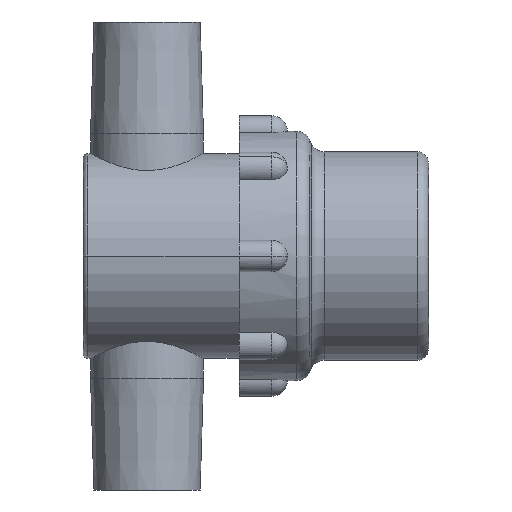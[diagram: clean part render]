
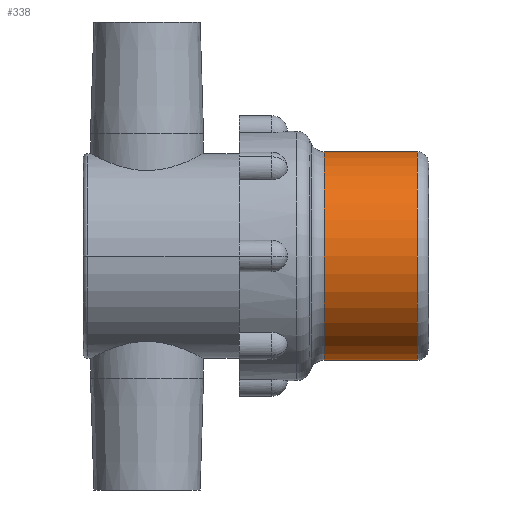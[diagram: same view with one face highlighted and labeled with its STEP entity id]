
A CAD part, left-side view. The second image highlights one B-rep face of the part: STEP entity #338.
In plain terms, the highlighted cylindrical face has radius 18.605 mm (diameter 37.211 mm), a partial arc.
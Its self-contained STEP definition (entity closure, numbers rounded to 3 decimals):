
#48 = AXIS2_PLACEMENT_3D ( 'NONE', #2024, #2023, #2022 ) ;
#61 = CIRCLE ( 'NONE', #48, 18.605 ) ;
#200 = EDGE_CURVE ( 'NONE', #3643, #3792, #61, .T. ) ;
#338 = ADVANCED_FACE ( 'NONE', ( #1021 ), #1024, .T. ) ;
#493 = EDGE_CURVE ( 'NONE', #3719, #3635, #3109, .T. ) ;
#496 = EDGE_CURVE ( 'NONE', #3719, #3643, #756, .T. ) ;
#501 = EDGE_CURVE ( 'NONE', #3635, #3792, #757, .T. ) ;
#756 = LINE ( 'NONE', #2643, #3084 ) ;
#757 = LINE ( 'NONE', #2633, #3125 ) ;
#902 = ORIENTED_EDGE ( 'NONE', *, *, #501, .T. ) ;
#911 = ORIENTED_EDGE ( 'NONE', *, *, #496, .F. ) ;
#936 = ORIENTED_EDGE ( 'NONE', *, *, #493, .T. ) ;
#946 = ORIENTED_EDGE ( 'NONE', *, *, #200, .F. ) ;
#1021 = FACE_OUTER_BOUND ( 'NONE', #3881, .T. ) ;
#1024 = CYLINDRICAL_SURFACE ( 'NONE', #2286, 18.605 ) ;
#2022 = DIRECTION ( 'NONE',  ( 0., 0., -1. ) ) ;
#2023 = DIRECTION ( 'NONE',  ( 0., -1., 0. ) ) ;
#2024 = CARTESIAN_POINT ( 'NONE',  ( -97.526, -519.888, 0. ) ) ;
#2286 = AXIS2_PLACEMENT_3D ( 'NONE', #2829, #2973, #2948 ) ;
#2472 = CARTESIAN_POINT ( 'NONE',  ( -97.526, -519.888, -18.605 ) ) ;
#2484 = CARTESIAN_POINT ( 'NONE',  ( -97.526, -503.286, 18.606 ) ) ;
#2518 = CARTESIAN_POINT ( 'NONE',  ( -97.526, -519.888, 18.606 ) ) ;
#2520 = CARTESIAN_POINT ( 'NONE',  ( -97.526, -503.286, -18.605 ) ) ;
#2631 = DIRECTION ( 'NONE',  ( 0., -1., 0. ) ) ;
#2633 = CARTESIAN_POINT ( 'NONE',  ( -97.526, -521.92, -18.605 ) ) ;
#2641 = DIRECTION ( 'NONE',  ( 0., -1., 0. ) ) ;
#2643 = CARTESIAN_POINT ( 'NONE',  ( -97.526, -521.92, 18.606 ) ) ;
#2650 = DIRECTION ( 'NONE',  ( 0., 0., -1. ) ) ;
#2651 = DIRECTION ( 'NONE',  ( 0., -1., 0. ) ) ;
#2652 = CARTESIAN_POINT ( 'NONE',  ( -97.526, -503.286, 0. ) ) ;
#2829 = CARTESIAN_POINT ( 'NONE',  ( -97.526, -521.92, 0. ) ) ;
#2948 = DIRECTION ( 'NONE',  ( 0., 0., -1. ) ) ;
#2973 = DIRECTION ( 'NONE',  ( 0., -1., 0. ) ) ;
#3084 = VECTOR ( 'NONE', #2641, 1000. ) ;
#3109 = CIRCLE ( 'NONE', #3153, 18.605 ) ;
#3125 = VECTOR ( 'NONE', #2631, 1000. ) ;
#3153 = AXIS2_PLACEMENT_3D ( 'NONE', #2652, #2651, #2650 ) ;
#3635 = VERTEX_POINT ( 'NONE', #2520 ) ;
#3643 = VERTEX_POINT ( 'NONE', #2518 ) ;
#3719 = VERTEX_POINT ( 'NONE', #2484 ) ;
#3792 = VERTEX_POINT ( 'NONE', #2472 ) ;
#3881 = EDGE_LOOP ( 'NONE', ( #911, #936, #902, #946 ) ) ;
